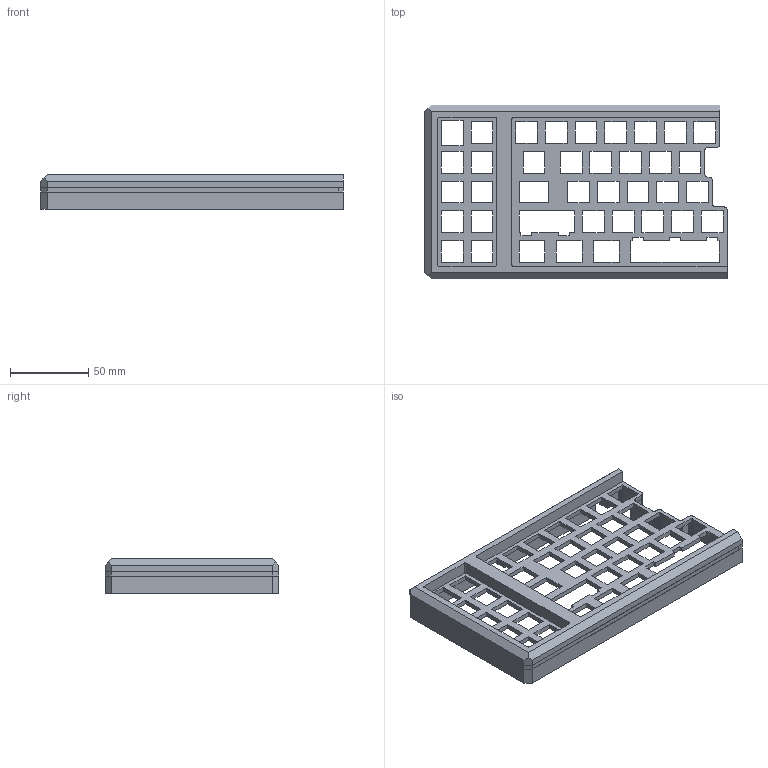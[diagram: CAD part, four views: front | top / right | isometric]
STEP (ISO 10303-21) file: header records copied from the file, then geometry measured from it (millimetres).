
FILE_DESCRIPTION(/* description */ (''),/* implementation_level */ '2;1');
FILE_NAME(/* name */ 'case-left-macro v11.step',/* time_stamp */ '2022-04-09T21:04:07-04:00',/* author */ (''),/* organization */ (''),/* preprocessor_version */ 'ST-DEVELOPER v18.1',/* originating_system */ 'Autodesk Translation Framework v10.14.0.1471',/* authorisation */ '');
FILE_SCHEMA (('AUTOMOTIVE_DESIGN { 1 0 10303 214 3 1 1 }'));
Length unit declared in the file: millimetre
Products named in the file (1): case-left-macro
Bounding box: 193.75 x 111.27 x 22 mm (x, y, z)
Volume: 112368.1 mm3; surface area: 71636.5 mm2
Topology: 4 solids, 4 shells, 599 faces, 1773 edges, 1182 vertices
Faces by surface type: plane 580, cylinder 10, bspline 9
Full cylindrical faces by diameter (mm): 2 x6
Entity records: 20173 total; most frequent: CARTESIAN_POINT 3957, ORIENTED_EDGE 3546, DIRECTION 2956, EDGE_CURVE 1773, LINE 1734, VECTOR 1734, VERTEX_POINT 1182, EDGE_LOOP 695
